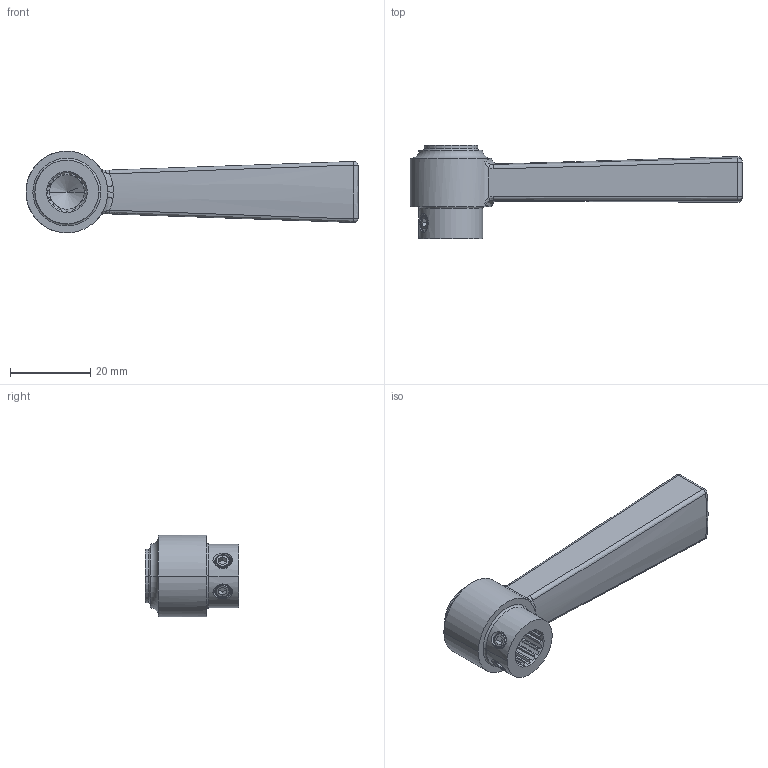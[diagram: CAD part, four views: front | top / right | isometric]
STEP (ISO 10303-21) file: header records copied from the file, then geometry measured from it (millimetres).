
FILE_DESCRIPTION((''),'2;1');
FILE_NAME('2-436_ASM','2020-01-08T09:21:05',('rsmith'),(''),'CREO PARAMETRIC BY PTC INC, 2018400','CREO PARAMETRIC BY PTC INC, 2018400','');
FILE_SCHEMA(('CONFIG_CONTROL_DESIGN'));
Length unit declared in the file: inch
Products named in the file (3): 11091; 92000; 2-436_ASM
Assembly tree (3 placements, depth 2):
  2-436_ASM
    11091
    92000  x2
Bounding box: 82.55 x 23.19 x 20.32 mm (x, y, z)
Volume: 13062.9 mm3; surface area: 10265.5 mm2
Topology: 3 solids, 6 shells, 310 faces, 821 edges, 524 vertices
Faces by surface type: plane 109, bspline 83, cylinder 74, cone 20, torus 12, sphere 12
Entity records: 14766 total; most frequent: CARTESIAN_POINT 8704, ORIENTED_EDGE 1399, DIRECTION 1005, EDGE_CURVE 708, VERTEX_POINT 452, AXIS2_PLACEMENT_3D 387, B_SPLINE_CURVE_WITH_KNOTS 296, EDGE_LOOP 285
